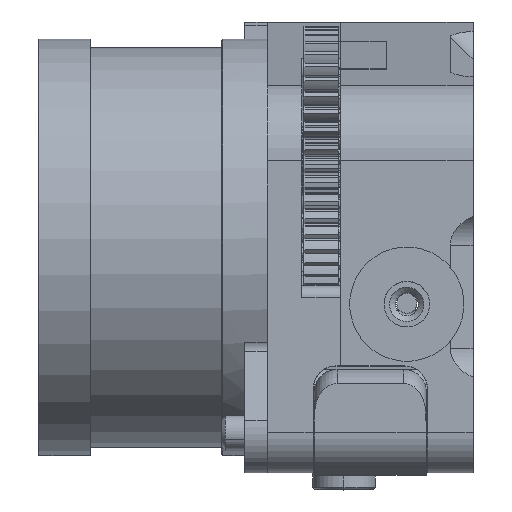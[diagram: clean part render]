
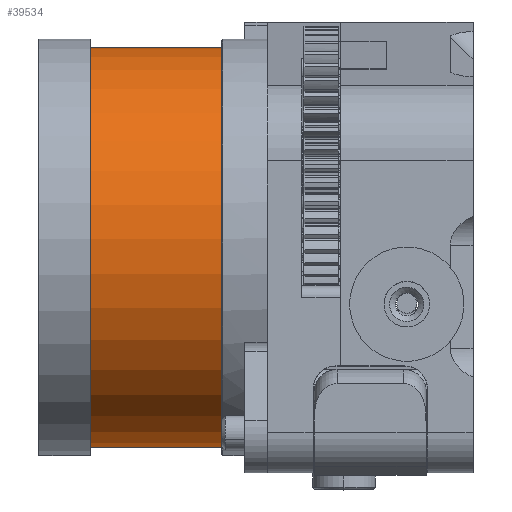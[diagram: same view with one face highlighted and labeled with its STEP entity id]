
A CAD part, top view. The second image highlights one B-rep face of the part: STEP entity #39534.
In plain terms, the highlighted cylindrical face has radius 17.5 mm (diameter 35 mm), a full revolution.
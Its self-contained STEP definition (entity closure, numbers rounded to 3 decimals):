
#2234=CYLINDRICAL_SURFACE('',#44005,17.5);
#4560=LINE('',#69232,#5924);
#5924=VECTOR('',#52129,1000.);
#7293=CIRCLE('',#43986,17.5);
#7303=CIRCLE('',#44006,17.5);
#13468=ORIENTED_EDGE('',*,*,#23214,.T.);
#13469=ORIENTED_EDGE('',*,*,#23214,.F.);
#13470=ORIENTED_EDGE('',*,*,#23215,.T.);
#13471=ORIENTED_EDGE('',*,*,#23201,.T.);
#23201=EDGE_CURVE('',#28473,#28473,#7293,.T.);
#23214=EDGE_CURVE('',#28480,#28481,#4560,.T.);
#23215=EDGE_CURVE('',#28480,#28480,#7303,.T.);
#28473=VERTEX_POINT('',#69200);
#28480=VERTEX_POINT('',#69233);
#28481=VERTEX_POINT('',#69234);
#34473=EDGE_LOOP('',(#13468,#13469,#13470));
#34474=EDGE_LOOP('',(#13471));
#36922=FACE_BOUND('',#34473,.T.);
#36923=FACE_BOUND('',#34474,.T.);
#39534=ADVANCED_FACE('',(#36922,#36923),#2234,.T.);
#43986=AXIS2_PLACEMENT_3D('',#69199,#52087,#52088);
#44005=AXIS2_PLACEMENT_3D('',#69231,#52127,#52128);
#44006=AXIS2_PLACEMENT_3D('',#69235,#52130,#52131);
#52087=DIRECTION('',(0.,0.,-1.));
#52088=DIRECTION('',(1.,0.,0.));
#52127=DIRECTION('',(0.,0.,-1.));
#52128=DIRECTION('',(1.,0.,0.));
#52129=DIRECTION('',(0.,0.,1.));
#52130=DIRECTION('',(0.,0.,1.));
#52131=DIRECTION('',(1.,0.,0.));
#69199=CARTESIAN_POINT('',(0.,25.5,-10.));
#69200=CARTESIAN_POINT('',(17.5,25.5,-10.));
#69231=CARTESIAN_POINT('',(0.,25.5,-10.));
#69232=CARTESIAN_POINT('',(-17.5,25.5,-10.));
#69233=CARTESIAN_POINT('',(-17.5,25.5,-21.5));
#69234=CARTESIAN_POINT('',(-17.5,25.5,-18.5));
#69235=CARTESIAN_POINT('',(0.,25.5,-21.5));
